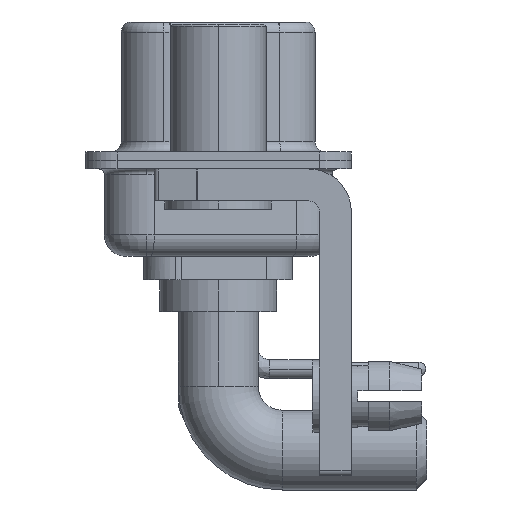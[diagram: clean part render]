
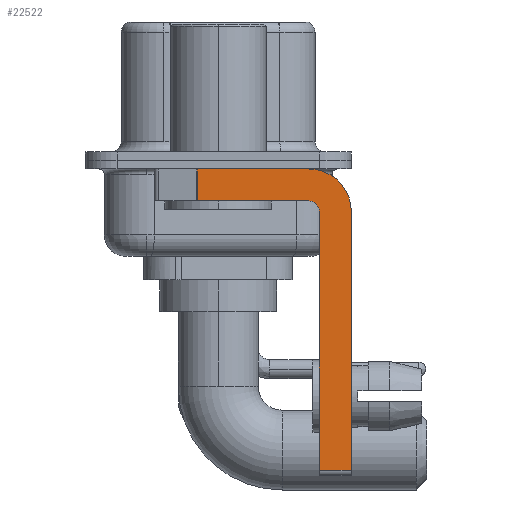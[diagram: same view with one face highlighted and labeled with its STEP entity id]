
A CAD part, left-side view. The second image highlights one B-rep face of the part: STEP entity #22522.
In plain terms, the highlighted planar face has unit normal (-1, 0, 0).
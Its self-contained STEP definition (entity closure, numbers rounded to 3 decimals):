
#198 = CARTESIAN_POINT ( 'NONE',  ( -2.9, -4.25, -1.9 ) ) ;
#1083 = CARTESIAN_POINT ( 'NONE',  ( -2.9, -4.25, -2.4 ) ) ;
#1604 = CARTESIAN_POINT ( 'NONE',  ( -2.9, -4.25, -2.4 ) ) ;
#1805 = EDGE_CURVE ( 'NONE', #26721, #3897, #18160, .T. ) ;
#1861 = CARTESIAN_POINT ( 'NONE',  ( -2.9, -4.75, -2.4 ) ) ;
#2610 = AXIS2_PLACEMENT_3D ( 'NONE', #1604, #26210, #14929 ) ;
#2726 = DIRECTION ( 'NONE',  ( 0., -1., 0. ) ) ;
#2943 = CARTESIAN_POINT ( 'NONE',  ( -2.9, -6.25, -2.4 ) ) ;
#3116 = CARTESIAN_POINT ( 'NONE',  ( -2.9, -4.75, -14.8 ) ) ;
#3391 = EDGE_CURVE ( 'NONE', #7194, #26721, #13215, .T. ) ;
#3397 = LINE ( 'NONE', #23075, #8553 ) ;
#3526 = DIRECTION ( 'NONE',  ( 1., 0., 0. ) ) ;
#3897 = VERTEX_POINT ( 'NONE', #27943 ) ;
#4151 = VERTEX_POINT ( 'NONE', #24755 ) ;
#4786 = LINE ( 'NONE', #5214, #20794 ) ;
#5214 = CARTESIAN_POINT ( 'NONE',  ( -2.9, -4.25, -1.9 ) ) ;
#5268 = FACE_OUTER_BOUND ( 'NONE', #19506, .T. ) ;
#5277 = ORIENTED_EDGE ( 'NONE', *, *, #22510, .T. ) ;
#5310 = DIRECTION ( 'NONE',  ( -1., 0., 0. ) ) ;
#5547 = ORIENTED_EDGE ( 'NONE', *, *, #6344, .F. ) ;
#6344 = EDGE_CURVE ( 'NONE', #25484, #7194, #14864, .T. ) ;
#7165 = ORIENTED_EDGE ( 'NONE', *, *, #23862, .F. ) ;
#7194 = VERTEX_POINT ( 'NONE', #11573 ) ;
#7742 = CARTESIAN_POINT ( 'NONE',  ( -2.9, -4.75, -14.55 ) ) ;
#8553 = VECTOR ( 'NONE', #10046, 1000. ) ;
#9769 = DIRECTION ( 'NONE',  ( 0., 0., 1. ) ) ;
#10046 = DIRECTION ( 'NONE',  ( 0., 0., -1. ) ) ;
#10814 = DIRECTION ( 'NONE',  ( 0., -1., 0. ) ) ;
#11151 = CARTESIAN_POINT ( 'NONE',  ( -2.9, -6.25, -2.4 ) ) ;
#11279 = AXIS2_PLACEMENT_3D ( 'NONE', #20402, #5310, #18231 ) ;
#11573 = CARTESIAN_POINT ( 'NONE',  ( -2.9, -4.25, -0.4 ) ) ;
#12019 = EDGE_CURVE ( 'NONE', #21109, #4151, #4786, .T. ) ;
#12214 = ORIENTED_EDGE ( 'NONE', *, *, #18433, .F. ) ;
#13215 = CIRCLE ( 'NONE', #2610, 2. ) ;
#13557 = VECTOR ( 'NONE', #20621, 1000. ) ;
#13727 = LINE ( 'NONE', #22534, #17502 ) ;
#14058 = CIRCLE ( 'NONE', #11279, 0.5 ) ;
#14864 = LINE ( 'NONE', #23689, #25548 ) ;
#14929 = DIRECTION ( 'NONE',  ( 0., 0., -1. ) ) ;
#15109 = VERTEX_POINT ( 'NONE', #7742 ) ;
#17502 = VECTOR ( 'NONE', #2726, 1000. ) ;
#17953 = ORIENTED_EDGE ( 'NONE', *, *, #1805, .F. ) ;
#18160 = LINE ( 'NONE', #2943, #13557 ) ;
#18231 = DIRECTION ( 'NONE',  ( 0., 0., 1. ) ) ;
#18433 = EDGE_CURVE ( 'NONE', #24479, #21109, #14058, .T. ) ;
#18616 = PLANE ( 'NONE',  #22447 ) ;
#19506 = EDGE_LOOP ( 'NONE', ( #5547, #5277, #24680, #12214, #7165, #24103, #17953, #19598 ) ) ;
#19598 = ORIENTED_EDGE ( 'NONE', *, *, #3391, .F. ) ;
#20402 = CARTESIAN_POINT ( 'NONE',  ( -2.9, -4.25, -2.4 ) ) ;
#20621 = DIRECTION ( 'NONE',  ( 0., 0., -1. ) ) ;
#20794 = VECTOR ( 'NONE', #26933, 1000. ) ;
#21109 = VERTEX_POINT ( 'NONE', #198 ) ;
#22447 = AXIS2_PLACEMENT_3D ( 'NONE', #1083, #3526, #25243 ) ;
#22510 = EDGE_CURVE ( 'NONE', #25484, #4151, #3397, .T. ) ;
#22522 = ADVANCED_FACE ( 'NONE', ( #5268 ), #18616, .F. ) ;
#22534 = CARTESIAN_POINT ( 'NONE',  ( -2.9, -4.25, -14.55 ) ) ;
#22850 = CARTESIAN_POINT ( 'NONE',  ( -2.9, 0.978, -0.4 ) ) ;
#22936 = LINE ( 'NONE', #3116, #26663 ) ;
#23075 = CARTESIAN_POINT ( 'NONE',  ( -2.9, 0.978, -1.9 ) ) ;
#23689 = CARTESIAN_POINT ( 'NONE',  ( -2.9, 3., -0.4 ) ) ;
#23862 = EDGE_CURVE ( 'NONE', #15109, #24479, #22936, .T. ) ;
#24103 = ORIENTED_EDGE ( 'NONE', *, *, #27238, .T. ) ;
#24479 = VERTEX_POINT ( 'NONE', #1861 ) ;
#24680 = ORIENTED_EDGE ( 'NONE', *, *, #12019, .F. ) ;
#24755 = CARTESIAN_POINT ( 'NONE',  ( -2.9, 0.978, -1.9 ) ) ;
#25243 = DIRECTION ( 'NONE',  ( 0., 0., -1. ) ) ;
#25484 = VERTEX_POINT ( 'NONE', #22850 ) ;
#25548 = VECTOR ( 'NONE', #10814, 1000. ) ;
#26210 = DIRECTION ( 'NONE',  ( 1., 0., 0. ) ) ;
#26663 = VECTOR ( 'NONE', #9769, 1000. ) ;
#26721 = VERTEX_POINT ( 'NONE', #11151 ) ;
#26933 = DIRECTION ( 'NONE',  ( 0., 1., 0. ) ) ;
#27238 = EDGE_CURVE ( 'NONE', #15109, #3897, #13727, .T. ) ;
#27943 = CARTESIAN_POINT ( 'NONE',  ( -2.9, -6.25, -14.55 ) ) ;
